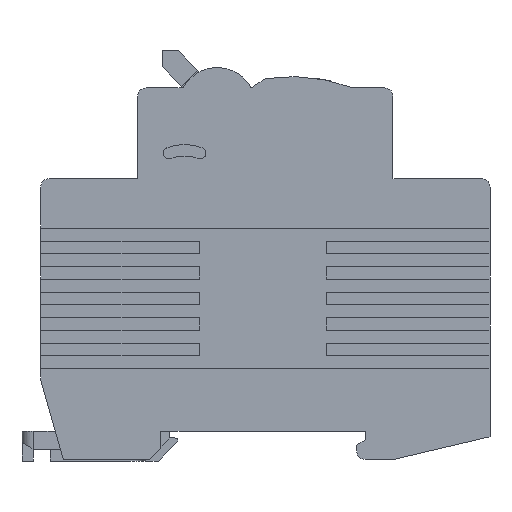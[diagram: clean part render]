
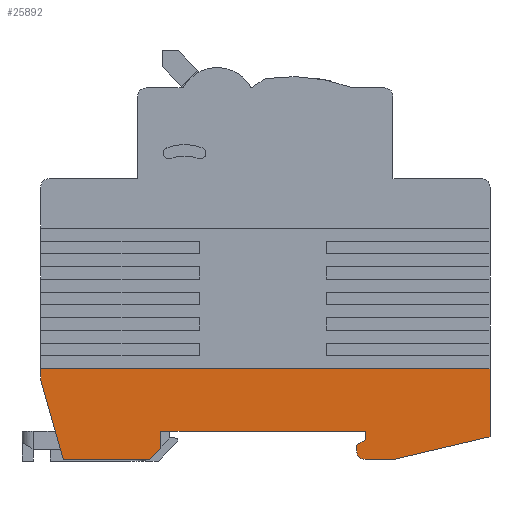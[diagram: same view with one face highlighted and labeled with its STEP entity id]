
A CAD part, left-side view. The second image highlights one B-rep face of the part: STEP entity #25892.
In plain terms, the highlighted planar face has unit normal (-1, 0, 0).
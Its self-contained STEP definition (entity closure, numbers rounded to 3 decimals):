
#348 = VERTEX_POINT ( 'NONE', #14014 ) ;
#477 = ORIENTED_EDGE ( 'NONE', *, *, #8325, .T. ) ;
#758 = DIRECTION ( 'NONE',  ( 0., 0., -1. ) ) ;
#1873 = EDGE_CURVE ( 'NONE', #14609, #11052, #8027, .T. ) ;
#1960 = VECTOR ( 'NONE', #42785, 1000. ) ;
#2427 = ORIENTED_EDGE ( 'NONE', *, *, #38189, .F. ) ;
#2452 = EDGE_CURVE ( 'NONE', #348, #13496, #28143, .T. ) ;
#2626 = VECTOR ( 'NONE', #18172, 1000. ) ;
#3016 = DIRECTION ( 'NONE',  ( 0., 0.275, 0.962 ) ) ;
#3730 = LINE ( 'NONE', #10088, #34654 ) ;
#4127 = CARTESIAN_POINT ( 'NONE',  ( -35.6, 0., 11. ) ) ;
#4375 = DIRECTION ( 'NONE',  ( 0., -1., 0. ) ) ;
#4662 = EDGE_CURVE ( 'NONE', #33816, #37548, #39703, .T. ) ;
#4727 = LINE ( 'NONE', #27820, #13903 ) ;
#4739 = VECTOR ( 'NONE', #20802, 1000. ) ;
#6891 = CARTESIAN_POINT ( 'NONE',  ( -35.6, -2.321, -9.866 ) ) ;
#7061 = CARTESIAN_POINT ( 'NONE',  ( -35.6, -16.5, 0. ) ) ;
#7273 = VERTEX_POINT ( 'NONE', #41779 ) ;
#7614 = DIRECTION ( 'NONE',  ( 0., 1., 0. ) ) ;
#8027 = LINE ( 'NONE', #16734, #34107 ) ;
#8109 = VERTEX_POINT ( 'NONE', #29472 ) ;
#8325 = EDGE_CURVE ( 'NONE', #25994, #7273, #20543, .T. ) ;
#9763 = CARTESIAN_POINT ( 'NONE',  ( -35.6, 18., -3. ) ) ;
#9777 = AXIS2_PLACEMENT_3D ( 'NONE', #40814, #20546, #44213 ) ;
#10088 = CARTESIAN_POINT ( 'NONE',  ( -35.6, 33.864, -9.675 ) ) ;
#11052 = VERTEX_POINT ( 'NONE', #37140 ) ;
#12669 = VECTOR ( 'NONE', #19207, 1000. ) ;
#12843 = VECTOR ( 'NONE', #20629, 1000. ) ;
#13062 = ORIENTED_EDGE ( 'NONE', *, *, #42901, .F. ) ;
#13496 = VERTEX_POINT ( 'NONE', #15396 ) ;
#13880 = AXIS2_PLACEMENT_3D ( 'NONE', #20192, #43859, #23629 ) ;
#13903 = VECTOR ( 'NONE', #27676, 1000. ) ;
#13916 = LINE ( 'NONE', #7061, #4739 ) ;
#14014 = CARTESIAN_POINT ( 'NONE',  ( -35.6, -18., -1.5 ) ) ;
#14609 = VERTEX_POINT ( 'NONE', #15441 ) ;
#15209 = LINE ( 'NONE', #20297, #33262 ) ;
#15374 = VECTOR ( 'NONE', #758, 1000. ) ;
#15396 = CARTESIAN_POINT ( 'NONE',  ( -35.6, -16.5, -2.5 ) ) ;
#15441 = CARTESIAN_POINT ( 'NONE',  ( -35.6, 18., 0. ) ) ;
#16503 = PLANE ( 'NONE',  #13880 ) ;
#16684 = DIRECTION ( 'NONE',  ( 0., -1., 0. ) ) ;
#16734 = CARTESIAN_POINT ( 'NONE',  ( -35.6, 0., 0. ) ) ;
#18013 = LINE ( 'NONE', #4127, #43983 ) ;
#18172 = DIRECTION ( 'NONE',  ( 0., 0., -1. ) ) ;
#18905 = ORIENTED_EDGE ( 'NONE', *, *, #34586, .T. ) ;
#19207 = DIRECTION ( 'NONE',  ( 0., 0.707, -0.707 ) ) ;
#20057 = ORIENTED_EDGE ( 'NONE', *, *, #4662, .F. ) ;
#20067 = VERTEX_POINT ( 'NONE', #34962 ) ;
#20192 = CARTESIAN_POINT ( 'NONE',  ( -35.6, 0., 0. ) ) ;
#20297 = CARTESIAN_POINT ( 'NONE',  ( -35.6, 0., -5. ) ) ;
#20543 = CIRCLE ( 'NONE', #9777, 1.5 ) ;
#20546 = DIRECTION ( 'NONE',  ( -1., 0., 0. ) ) ;
#20629 = DIRECTION ( 'NONE',  ( 0., 0.973, -0.229 ) ) ;
#20802 = DIRECTION ( 'NONE',  ( 0., 0., 1. ) ) ;
#21174 = ORIENTED_EDGE ( 'NONE', *, *, #38588, .F. ) ;
#21182 = CARTESIAN_POINT ( 'NONE',  ( -35.6, 20., -5. ) ) ;
#21345 = CARTESIAN_POINT ( 'NONE',  ( -35.6, 39.2, 0. ) ) ;
#22014 = VECTOR ( 'NONE', #4375, 1000. ) ;
#23084 = CARTESIAN_POINT ( 'NONE',  ( -35.6, 7.5, 7.5 ) ) ;
#23629 = DIRECTION ( 'NONE',  ( 0., 0., -1. ) ) ;
#23763 = CARTESIAN_POINT ( 'NONE',  ( -35.6, -16.5, -3.5 ) ) ;
#25449 = CARTESIAN_POINT ( 'NONE',  ( -35.6, -23., -5. ) ) ;
#25629 = LINE ( 'NONE', #38552, #34628 ) ;
#25892 = ADVANCED_FACE ( 'NONE', ( #32434 ), #16503, .F. ) ;
#25994 = VERTEX_POINT ( 'NONE', #23763 ) ;
#27676 = DIRECTION ( 'NONE',  ( 0., 0., -1. ) ) ;
#27820 = CARTESIAN_POINT ( 'NONE',  ( -35.6, 18., 0. ) ) ;
#28143 = LINE ( 'NONE', #37606, #1960 ) ;
#28270 = CARTESIAN_POINT ( 'NONE',  ( -35.6, 0., -5. ) ) ;
#28818 = LINE ( 'NONE', #38444, #2626 ) ;
#29472 = CARTESIAN_POINT ( 'NONE',  ( -35.6, -40., 11. ) ) ;
#29803 = ORIENTED_EDGE ( 'NONE', *, *, #35469, .F. ) ;
#30385 = EDGE_CURVE ( 'NONE', #8109, #32762, #18013, .T. ) ;
#31860 = EDGE_CURVE ( 'NONE', #44135, #37548, #34210, .T. ) ;
#32434 = FACE_OUTER_BOUND ( 'NONE', #32587, .T. ) ;
#32587 = EDGE_LOOP ( 'NONE', ( #2427, #41815, #18905, #29803, #40331, #20057, #13062, #33742, #39957, #35543, #39375, #477, #34760, #21174 ) ) ;
#32762 = VERTEX_POINT ( 'NONE', #40304 ) ;
#33262 = VECTOR ( 'NONE', #43974, 1000. ) ;
#33410 = EDGE_CURVE ( 'NONE', #11052, #348, #28818, .T. ) ;
#33548 = VERTEX_POINT ( 'NONE', #25449 ) ;
#33742 = ORIENTED_EDGE ( 'NONE', *, *, #1873, .T. ) ;
#33816 = VERTEX_POINT ( 'NONE', #9763 ) ;
#33942 = EDGE_CURVE ( 'NONE', #25994, #13496, #13916, .T. ) ;
#34107 = VECTOR ( 'NONE', #16684, 1000. ) ;
#34210 = LINE ( 'NONE', #28270, #22014 ) ;
#34586 = EDGE_CURVE ( 'NONE', #32762, #41085, #38136, .T. ) ;
#34628 = VECTOR ( 'NONE', #41961, 1000. ) ;
#34654 = VECTOR ( 'NONE', #3016, 1000. ) ;
#34760 = ORIENTED_EDGE ( 'NONE', *, *, #39962, .T. ) ;
#34962 = CARTESIAN_POINT ( 'NONE',  ( -35.6, -40., -1. ) ) ;
#35469 = EDGE_CURVE ( 'NONE', #44135, #41085, #3730, .T. ) ;
#35543 = ORIENTED_EDGE ( 'NONE', *, *, #2452, .T. ) ;
#37140 = CARTESIAN_POINT ( 'NONE',  ( -35.6, -18., 0. ) ) ;
#37548 = VERTEX_POINT ( 'NONE', #21182 ) ;
#37606 = CARTESIAN_POINT ( 'NONE',  ( -35.6, -6.231, -9.346 ) ) ;
#38136 = LINE ( 'NONE', #21345, #15374 ) ;
#38189 = EDGE_CURVE ( 'NONE', #8109, #20067, #25629, .T. ) ;
#38444 = CARTESIAN_POINT ( 'NONE',  ( -35.6, -18., 0. ) ) ;
#38552 = CARTESIAN_POINT ( 'NONE',  ( -35.6, -40., 0. ) ) ;
#38588 = EDGE_CURVE ( 'NONE', #20067, #33548, #39879, .T. ) ;
#39375 = ORIENTED_EDGE ( 'NONE', *, *, #33942, .F. ) ;
#39703 = LINE ( 'NONE', #23084, #12669 ) ;
#39869 = CARTESIAN_POINT ( 'NONE',  ( -35.6, 39.2, 9. ) ) ;
#39879 = LINE ( 'NONE', #6891, #12843 ) ;
#39957 = ORIENTED_EDGE ( 'NONE', *, *, #33410, .T. ) ;
#39962 = EDGE_CURVE ( 'NONE', #7273, #33548, #15209, .T. ) ;
#40304 = CARTESIAN_POINT ( 'NONE',  ( -35.6, 39.2, 11. ) ) ;
#40331 = ORIENTED_EDGE ( 'NONE', *, *, #31860, .T. ) ;
#40814 = CARTESIAN_POINT ( 'NONE',  ( -35.6, -18., -3.5 ) ) ;
#41085 = VERTEX_POINT ( 'NONE', #39869 ) ;
#41170 = CARTESIAN_POINT ( 'NONE',  ( -35.6, 35.2, -5. ) ) ;
#41779 = CARTESIAN_POINT ( 'NONE',  ( -35.6, -18., -5. ) ) ;
#41815 = ORIENTED_EDGE ( 'NONE', *, *, #30385, .T. ) ;
#41961 = DIRECTION ( 'NONE',  ( 0., 0., -1. ) ) ;
#42785 = DIRECTION ( 'NONE',  ( 0., 0.832, -0.555 ) ) ;
#42901 = EDGE_CURVE ( 'NONE', #14609, #33816, #4727, .T. ) ;
#43859 = DIRECTION ( 'NONE',  ( 1., 0., 0. ) ) ;
#43974 = DIRECTION ( 'NONE',  ( 0., -1., 0. ) ) ;
#43983 = VECTOR ( 'NONE', #7614, 1000. ) ;
#44135 = VERTEX_POINT ( 'NONE', #41170 ) ;
#44213 = DIRECTION ( 'NONE',  ( 0., 0., -1. ) ) ;
